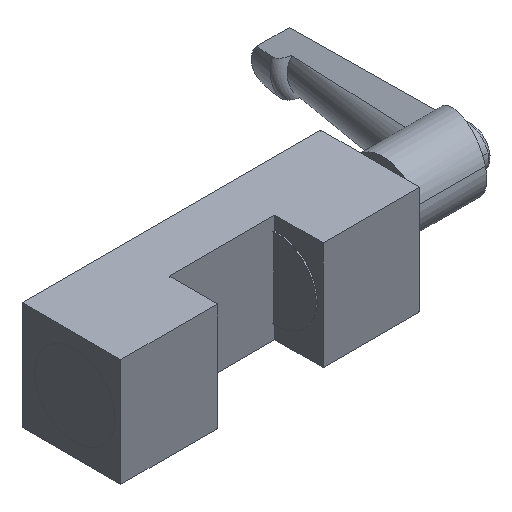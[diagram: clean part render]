
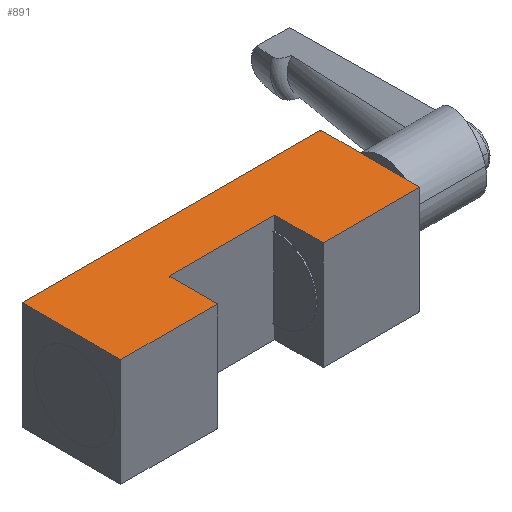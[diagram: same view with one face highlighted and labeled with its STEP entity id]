
A CAD part, isometric view. The second image highlights one B-rep face of the part: STEP entity #891.
In plain terms, the highlighted planar face has unit normal (0, 0, 1).
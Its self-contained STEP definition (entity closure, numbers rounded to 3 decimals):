
#858 = EDGE_CURVE ( 'NONE', #1212, #865, #1766, .T. ) ;
#860 = VERTEX_POINT ( 'NONE', #1676 ) ;
#865 = VERTEX_POINT ( 'NONE', #1684 ) ;
#885 = EDGE_CURVE ( 'NONE', #886, #860, #1664, .T. ) ;
#886 = VERTEX_POINT ( 'NONE', #1741 ) ;
#891 = ADVANCED_FACE ( 'NONE', ( #1768 ), #1715, .T. ) ;
#900 = VERTEX_POINT ( 'NONE', #1665 ) ;
#901 = EDGE_CURVE ( 'NONE', #900, #1213, #1829, .T. ) ;
#902 = ORIENTED_EDGE ( 'NONE', *, *, #858, .T. ) ;
#930 = ORIENTED_EDGE ( 'NONE', *, *, #1249, .T. ) ;
#931 = ORIENTED_EDGE ( 'NONE', *, *, #955, .F. ) ;
#932 = ORIENTED_EDGE ( 'NONE', *, *, #1096, .T. ) ;
#940 = ORIENTED_EDGE ( 'NONE', *, *, #885, .F. ) ;
#941 = ORIENTED_EDGE ( 'NONE', *, *, #901, .T. ) ;
#942 = VERTEX_POINT ( 'NONE', #1818 ) ;
#944 = ORIENTED_EDGE ( 'NONE', *, *, #1200, .T. ) ;
#947 = EDGE_CURVE ( 'NONE', #942, #886, #1838, .T. ) ;
#955 = EDGE_CURVE ( 'NONE', #900, #942, #1781, .T. ) ;
#956 = ORIENTED_EDGE ( 'NONE', *, *, #947, .F. ) ;
#1096 = EDGE_CURVE ( 'NONE', #865, #1242, #2183, .T. ) ;
#1200 = EDGE_CURVE ( 'NONE', #1242, #860, #2337, .T. ) ;
#1212 = VERTEX_POINT ( 'NONE', #2324 ) ;
#1213 = VERTEX_POINT ( 'NONE', #2313 ) ;
#1226 = EDGE_LOOP ( 'NONE', ( #956, #931, #941, #930, #902, #932, #944, #940 ) ) ;
#1242 = VERTEX_POINT ( 'NONE', #2375 ) ;
#1249 = EDGE_CURVE ( 'NONE', #1213, #1212, #2402, .T. ) ;
#1663 = CARTESIAN_POINT ( 'NONE',  ( -7.1, -19.737, 23.5 ) ) ;
#1664 = LINE ( 'NONE', #1663, #1824 ) ;
#1665 = CARTESIAN_POINT ( 'NONE',  ( 38.9, -40.737, 23.5 ) ) ;
#1666 = CARTESIAN_POINT ( 'NONE',  ( 80.9, -40.737, 23.5 ) ) ;
#1676 = CARTESIAN_POINT ( 'NONE',  ( -7.1, -40.737, 23.5 ) ) ;
#1684 = CARTESIAN_POINT ( 'NONE',  ( -49.1, 2.263, 23.5 ) ) ;
#1686 = VECTOR ( 'NONE', #1775, 1000. ) ;
#1707 = DIRECTION ( 'NONE',  ( 1., 0., 0. ) ) ;
#1708 = VECTOR ( 'NONE', #1707, 1000. ) ;
#1715 = PLANE ( 'NONE',  #1771 ) ;
#1741 = CARTESIAN_POINT ( 'NONE',  ( -7.1, -19.737, 23.5 ) ) ;
#1766 = LINE ( 'NONE', #1776, #1686 ) ;
#1768 = FACE_OUTER_BOUND ( 'NONE', #1226, .T. ) ;
#1769 = DIRECTION ( 'NONE',  ( 0., -1., 0. ) ) ;
#1771 = AXIS2_PLACEMENT_3D ( 'NONE', #1666, #1795, #1794 ) ;
#1775 = DIRECTION ( 'NONE',  ( -1., 0., 0. ) ) ;
#1776 = CARTESIAN_POINT ( 'NONE',  ( -49.1, 2.263, 23.5 ) ) ;
#1778 = DIRECTION ( 'NONE',  ( 0., 1., 0. ) ) ;
#1779 = VECTOR ( 'NONE', #1778, 1000. ) ;
#1780 = CARTESIAN_POINT ( 'NONE',  ( 38.9, -19.737, 23.5 ) ) ;
#1781 = LINE ( 'NONE', #1780, #1779 ) ;
#1794 = DIRECTION ( 'NONE',  ( 1., 0., 0. ) ) ;
#1795 = DIRECTION ( 'NONE',  ( 0., 0., 1. ) ) ;
#1808 = DIRECTION ( 'NONE',  ( -1., 0., 0. ) ) ;
#1809 = VECTOR ( 'NONE', #1808, 1000. ) ;
#1810 = CARTESIAN_POINT ( 'NONE',  ( -7.1, -19.737, 23.5 ) ) ;
#1818 = CARTESIAN_POINT ( 'NONE',  ( 38.9, -19.737, 23.5 ) ) ;
#1824 = VECTOR ( 'NONE', #1769, 1000. ) ;
#1828 = CARTESIAN_POINT ( 'NONE',  ( -49.1, -40.737, 23.5 ) ) ;
#1829 = LINE ( 'NONE', #1828, #1708 ) ;
#1838 = LINE ( 'NONE', #1810, #1809 ) ;
#2180 = DIRECTION ( 'NONE',  ( 0., -1., 0. ) ) ;
#2181 = VECTOR ( 'NONE', #2180, 1000. ) ;
#2182 = CARTESIAN_POINT ( 'NONE',  ( -49.1, 2.263, 23.5 ) ) ;
#2183 = LINE ( 'NONE', #2182, #2181 ) ;
#2280 = DIRECTION ( 'NONE',  ( 0., 1., 0. ) ) ;
#2281 = VECTOR ( 'NONE', #2280, 1000. ) ;
#2311 = DIRECTION ( 'NONE',  ( 1., 0., 0. ) ) ;
#2312 = VECTOR ( 'NONE', #2311, 1000. ) ;
#2313 = CARTESIAN_POINT ( 'NONE',  ( 80.9, -40.737, 23.5 ) ) ;
#2324 = CARTESIAN_POINT ( 'NONE',  ( 80.9, 2.263, 23.5 ) ) ;
#2336 = CARTESIAN_POINT ( 'NONE',  ( -49.1, -40.737, 23.5 ) ) ;
#2337 = LINE ( 'NONE', #2336, #2312 ) ;
#2375 = CARTESIAN_POINT ( 'NONE',  ( -49.1, -40.737, 23.5 ) ) ;
#2401 = CARTESIAN_POINT ( 'NONE',  ( 80.9, 2.263, 23.5 ) ) ;
#2402 = LINE ( 'NONE', #2401, #2281 ) ;
